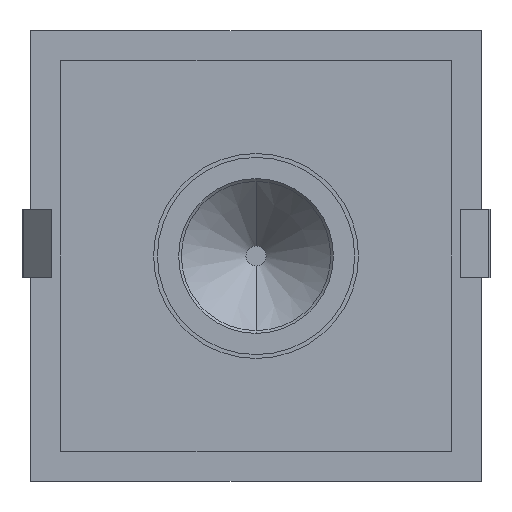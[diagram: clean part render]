
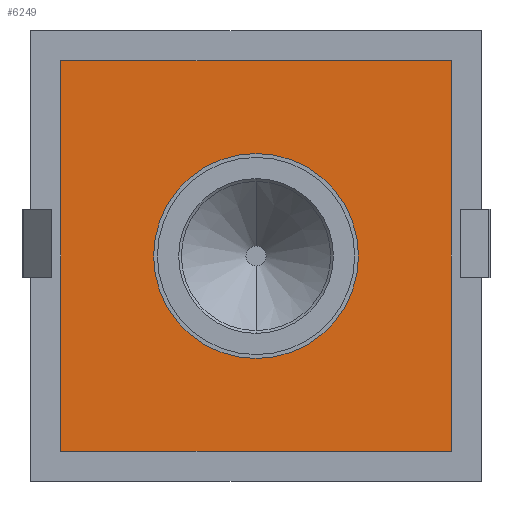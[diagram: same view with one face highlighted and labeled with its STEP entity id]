
A CAD part, front view. The second image highlights one B-rep face of the part: STEP entity #6249.
In plain terms, the highlighted planar face has unit normal (0, -1, 0).
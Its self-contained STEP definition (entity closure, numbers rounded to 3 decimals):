
#187 = CIRCLE ( 'NONE', #3795, 37.293 ) ;
#597 = ORIENTED_EDGE ( 'NONE', *, *, #2098, .F. ) ;
#673 = EDGE_LOOP ( 'NONE', ( #597, #3500 ) ) ;
#910 = VECTOR ( 'NONE', #2030, 1000. ) ;
#922 = CARTESIAN_POINT ( 'NONE',  ( -71., 36., 0. ) ) ;
#996 = CARTESIAN_POINT ( 'NONE',  ( 0., 36., -37.293 ) ) ;
#1060 = LINE ( 'NONE', #4187, #6552 ) ;
#1447 = DIRECTION ( 'NONE',  ( 0., 0., 1. ) ) ;
#1504 = CARTESIAN_POINT ( 'NONE',  ( 71., 36., 0. ) ) ;
#1546 = DIRECTION ( 'NONE',  ( 1., 0., 0. ) ) ;
#1547 = DIRECTION ( 'NONE',  ( 0., -1., 0. ) ) ;
#1608 = CIRCLE ( 'NONE', #5133, 37.293 ) ;
#1617 = CARTESIAN_POINT ( 'NONE',  ( 71., 36., 71. ) ) ;
#1670 = VERTEX_POINT ( 'NONE', #6272 ) ;
#1779 = FACE_OUTER_BOUND ( 'NONE', #3737, .T. ) ;
#1882 = CARTESIAN_POINT ( 'NONE',  ( 71., 36., -71. ) ) ;
#2030 = DIRECTION ( 'NONE',  ( 0., 0., -1. ) ) ;
#2098 = EDGE_CURVE ( 'NONE', #4765, #6346, #1608, .T. ) ;
#2295 = LINE ( 'NONE', #922, #3550 ) ;
#2424 = EDGE_CURVE ( 'NONE', #6346, #4765, #187, .T. ) ;
#2462 = LINE ( 'NONE', #1504, #910 ) ;
#2674 = DIRECTION ( 'NONE',  ( 0., -1., 0. ) ) ;
#2787 = CARTESIAN_POINT ( 'NONE',  ( 0., 36., 0. ) ) ;
#3140 = ORIENTED_EDGE ( 'NONE', *, *, #5301, .F. ) ;
#3144 = VERTEX_POINT ( 'NONE', #4616 ) ;
#3328 = DIRECTION ( 'NONE',  ( 0., 0., -1. ) ) ;
#3500 = ORIENTED_EDGE ( 'NONE', *, *, #2424, .F. ) ;
#3550 = VECTOR ( 'NONE', #1447, 1000. ) ;
#3711 = CARTESIAN_POINT ( 'NONE',  ( 0., 36., 0. ) ) ;
#3737 = EDGE_LOOP ( 'NONE', ( #3140, #6411, #3926, #6504 ) ) ;
#3795 = AXIS2_PLACEMENT_3D ( 'NONE', #4737, #1547, #5277 ) ;
#3827 = CARTESIAN_POINT ( 'NONE',  ( 0., 36., 37.293 ) ) ;
#3874 = AXIS2_PLACEMENT_3D ( 'NONE', #3711, #2674, #6429 ) ;
#3926 = ORIENTED_EDGE ( 'NONE', *, *, #5629, .F. ) ;
#4187 = CARTESIAN_POINT ( 'NONE',  ( 0., 36., 71. ) ) ;
#4362 = VECTOR ( 'NONE', #6513, 1000. ) ;
#4616 = CARTESIAN_POINT ( 'NONE',  ( -71., 36., -71. ) ) ;
#4737 = CARTESIAN_POINT ( 'NONE',  ( 0., 36., 0. ) ) ;
#4765 = VERTEX_POINT ( 'NONE', #996 ) ;
#5133 = AXIS2_PLACEMENT_3D ( 'NONE', #2787, #6543, #3328 ) ;
#5277 = DIRECTION ( 'NONE',  ( 0., 0., -1. ) ) ;
#5301 = EDGE_CURVE ( 'NONE', #3144, #1670, #2295, .T. ) ;
#5629 = EDGE_CURVE ( 'NONE', #5739, #6537, #2462, .T. ) ;
#5683 = EDGE_CURVE ( 'NONE', #1670, #5739, #1060, .T. ) ;
#5739 = VERTEX_POINT ( 'NONE', #1617 ) ;
#5883 = PLANE ( 'NONE',  #3874 ) ;
#5964 = LINE ( 'NONE', #5972, #4362 ) ;
#5972 = CARTESIAN_POINT ( 'NONE',  ( 0., 36., -71. ) ) ;
#6249 = ADVANCED_FACE ( 'NONE', ( #6796, #1779 ), #5883, .T. ) ;
#6272 = CARTESIAN_POINT ( 'NONE',  ( -71., 36., 71. ) ) ;
#6329 = EDGE_CURVE ( 'NONE', #6537, #3144, #5964, .T. ) ;
#6346 = VERTEX_POINT ( 'NONE', #3827 ) ;
#6411 = ORIENTED_EDGE ( 'NONE', *, *, #6329, .F. ) ;
#6429 = DIRECTION ( 'NONE',  ( 0., 0., -1. ) ) ;
#6504 = ORIENTED_EDGE ( 'NONE', *, *, #5683, .F. ) ;
#6513 = DIRECTION ( 'NONE',  ( -1., 0., 0. ) ) ;
#6537 = VERTEX_POINT ( 'NONE', #1882 ) ;
#6543 = DIRECTION ( 'NONE',  ( 0., -1., 0. ) ) ;
#6552 = VECTOR ( 'NONE', #1546, 1000. ) ;
#6796 = FACE_BOUND ( 'NONE', #673, .T. ) ;
